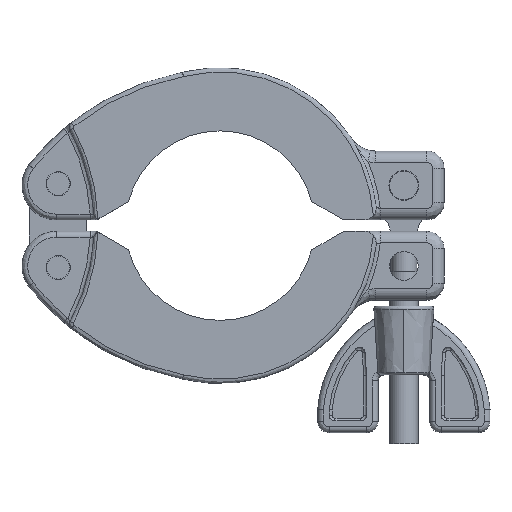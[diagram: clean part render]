
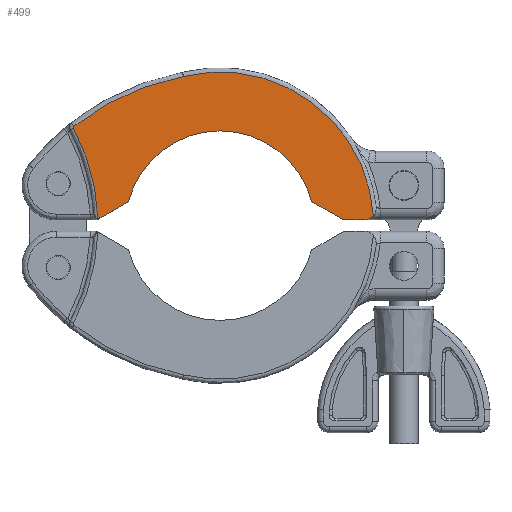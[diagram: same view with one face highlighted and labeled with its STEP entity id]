
A CAD part, front view. The second image highlights one B-rep face of the part: STEP entity #499.
In plain terms, the highlighted planar face has unit normal (0, -1, 0).
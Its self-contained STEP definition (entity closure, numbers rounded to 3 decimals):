
#499=ADVANCED_FACE('',(#2375),#2374,.F.);
#2374=PLANE('',#8218);
#2375=FACE_OUTER_BOUND('',#8219,.T.);
#8215=CARTESIAN_POINT('',(31.919,-8.25,34.845));
#8216=DIRECTION('',(0.,1.,0.));
#8217=DIRECTION('',(0.,0.,-1.));
#8218=AXIS2_PLACEMENT_3D('',#8215,#8216,#8217);
#8219=EDGE_LOOP('',(#12571,#12572,#12573,#12574,#12575,#12576,#12577,#12578,#12579));
#12571=ORIENTED_EDGE('',*,*,#13741,.F.);
#12572=ORIENTED_EDGE('',*,*,#13970,.F.);
#12573=ORIENTED_EDGE('',*,*,#13906,.F.);
#12574=ORIENTED_EDGE('',*,*,#13913,.F.);
#12575=ORIENTED_EDGE('',*,*,#13971,.T.);
#12576=ORIENTED_EDGE('',*,*,#13838,.T.);
#12577=ORIENTED_EDGE('',*,*,#13960,.T.);
#12578=ORIENTED_EDGE('',*,*,#13887,.T.);
#12579=ORIENTED_EDGE('',*,*,#13743,.F.);
#13741=EDGE_CURVE('',#16146,#16153,#16154,.T.);
#13743=EDGE_CURVE('',#16153,#16166,#16167,.T.);
#13838=EDGE_CURVE('',#16808,#16801,#16809,.T.);
#13887=EDGE_CURVE('',#17141,#16166,#17142,.T.);
#13906=EDGE_CURVE('',#17264,#17265,#17266,.T.);
#13913=EDGE_CURVE('',#17305,#17264,#17312,.T.);
#13960=EDGE_CURVE('',#16801,#17141,#17621,.T.);
#13970=EDGE_CURVE('',#17265,#16146,#17682,.T.);
#13971=EDGE_CURVE('',#17305,#16808,#17688,.T.);
#16146=VERTEX_POINT('',#21721);
#16153=VERTEX_POINT('',#21732);
#16154=CIRCLE('',#21736,26.75);
#16166=VERTEX_POINT('',#21747);
#16167=CIRCLE('',#21751,2.);
#16801=VERTEX_POINT('',#22325);
#16808=VERTEX_POINT('',#22329);
#16809=CIRCLE('',#22333,16.5);
#17141=VERTEX_POINT('',#22600);
#17142=LINE('',#22601,#22602);
#17264=VERTEX_POINT('',#22698);
#17265=VERTEX_POINT('',#22699);
#17266=(BOUNDED_CURVE() B_SPLINE_CURVE(3,(#22700,#22701,#22702,#22703,#22704,#22705),.UNSPECIFIED.,.F.,.F.) B_SPLINE_CURVE_WITH_KNOTS((4,2,4),(0.,0.,0.),.UNSPECIFIED.) CURVE() GEOMETRIC_REPRESENTATION_ITEM() RATIONAL_B_SPLINE_CURVE((1.,1.,1.,1.,1.,1.)) REPRESENTATION_ITEM('') );
#17305=VERTEX_POINT('',#22735);
#17312=CIRCLE('',#22743,35.75);
#17621=LINE('',#22965,#22966);
#17682=CIRCLE('',#23012,44.25);
#17688=LINE('',#23013,#23014);
#21721=CARTESIAN_POINT('',(-6.382,-8.25,23.978));
#21732=CARTESIAN_POINT('',(26.692,-8.25,-0.237));
#21733=CARTESIAN_POINT('',(0.,-8.25,-2.));
#21734=DIRECTION('',(0.,1.,0.));
#21735=DIRECTION('',(0.998,0.,0.066));
#21736=AXIS2_PLACEMENT_3D('',#21733,#21734,#21735);
#21747=CARTESIAN_POINT('',(25.121,-8.25,-1.));
#21748=CARTESIAN_POINT('',(25.121,-8.25,1.));
#21749=DIRECTION('',(0.,1.,0.));
#21750=DIRECTION('',(0.,0.,1.));
#21751=AXIS2_PLACEMENT_3D('',#21748,#21749,#21750);
#22325=CARTESIAN_POINT('',(15.956,-8.25,2.201));
#22329=CARTESIAN_POINT('',(-15.956,-8.25,2.201));
#22330=CARTESIAN_POINT('',(0.,-8.25,-2.));
#22331=DIRECTION('',(0.,1.,0.));
#22332=DIRECTION('',(0.967,0.,0.255));
#22333=AXIS2_PLACEMENT_3D('',#22330,#22331,#22332);
#22600=CARTESIAN_POINT('',(21.5,-8.25,-1.));
#22601=CARTESIAN_POINT('',(21.5,-8.25,-1.));
#22602=VECTOR('',#22603,3.621);
#22603=DIRECTION('',(1.,0.,0.));
#22698=CARTESIAN_POINT('',(-25.541,-8.25,14.982));
#22699=CARTESIAN_POINT('',(-25.452,-8.25,15.323));
#22700=CARTESIAN_POINT('',(-25.541,-8.25,14.982));
#22701=CARTESIAN_POINT('',(-25.572,-8.25,15.039));
#22702=CARTESIAN_POINT('',(-25.575,-8.25,15.107));
#22703=CARTESIAN_POINT('',(-25.54,-8.25,15.229));
#22704=CARTESIAN_POINT('',(-25.503,-8.25,15.283));
#22705=CARTESIAN_POINT('',(-25.452,-8.25,15.323));
#22735=CARTESIAN_POINT('',(-21.268,-8.25,-0.866));
#22740=CARTESIAN_POINT('',(-57.,-8.25,-2.));
#22741=DIRECTION('',(0.,-1.,0.));
#22742=DIRECTION('',(0.,0.,1.));
#22743=AXIS2_PLACEMENT_3D('',#22740,#22741,#22742);
#22965=CARTESIAN_POINT('',(15.956,-8.25,2.201));
#22966=VECTOR('',#22967,6.401);
#22967=DIRECTION('',(0.866,0.,-0.5));
#23009=CARTESIAN_POINT('',(1.85,-8.25,-19.5));
#23010=DIRECTION('',(0.,1.,0.));
#23011=DIRECTION('',(0.,0.,1.));
#23012=AXIS2_PLACEMENT_3D('',#23009,#23010,#23011);
#23013=CARTESIAN_POINT('',(-21.268,-8.25,-0.866));
#23014=VECTOR('',#23015,6.133);
#23015=DIRECTION('',(0.866,0.,0.5));
